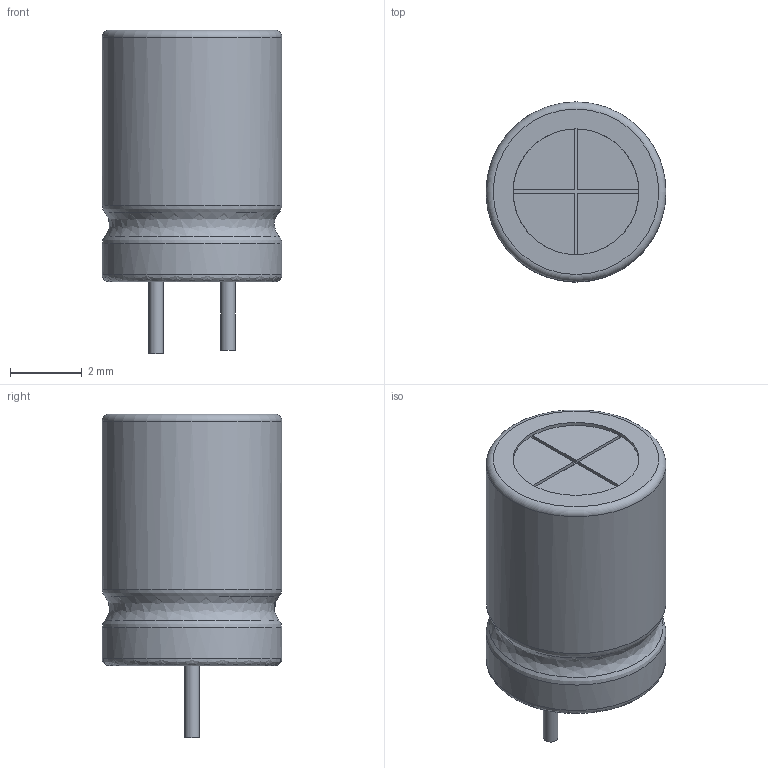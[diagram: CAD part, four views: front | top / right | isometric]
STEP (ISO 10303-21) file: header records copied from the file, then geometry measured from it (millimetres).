
FILE_DESCRIPTION(/* description */ ('model of C_Radial_D5.0mm_H7.0mm_P2.00mm'),/* implementation_level */ '2;1');
FILE_NAME(/* name */ 'C_Radial_D5.0mm_H7.0mm_P2.00mm.step',/* time_stamp */ '2019-01-21T06:37:46',/* author */ ('kicad StepUp','ksu'),/* organization */ ('FreeCAD'),/* preprocessor_version */ 'OCC',/* originating_system */ 'kicad StepUp',/* authorisation */ '');
FILE_SCHEMA(('AUTOMOTIVE_DESIGN { 1 0 10303 214 1 1 1 1 }'));
Length unit declared in the file: millimetre
Products named in the file (1): C_Radial_D50mm_H70mm_P200mm
Bounding box: 5 x 5 x 9 mm (x, y, z)
Volume: 131.9 mm3; surface area: 177.8 mm2
Topology: 1 solids, 2 shells, 32 faces, 68 edges, 44 vertices
Faces by surface type: plane 20, cylinder 7, revolution 2, bspline 2, torus 1
Full cylindrical faces by diameter (mm): 0.4 x2, 3.5 x3, 5 x2
Entity records: 1222 total; most frequent: CARTESIAN_POINT 285, DIRECTION 153, ORIENTED_EDGE 136, EDGE_CURVE 68, AXIS2_PLACEMENT_3D 58, VERTEX_POINT 44, FACE_BOUND 36, EDGE_LOOP 36
